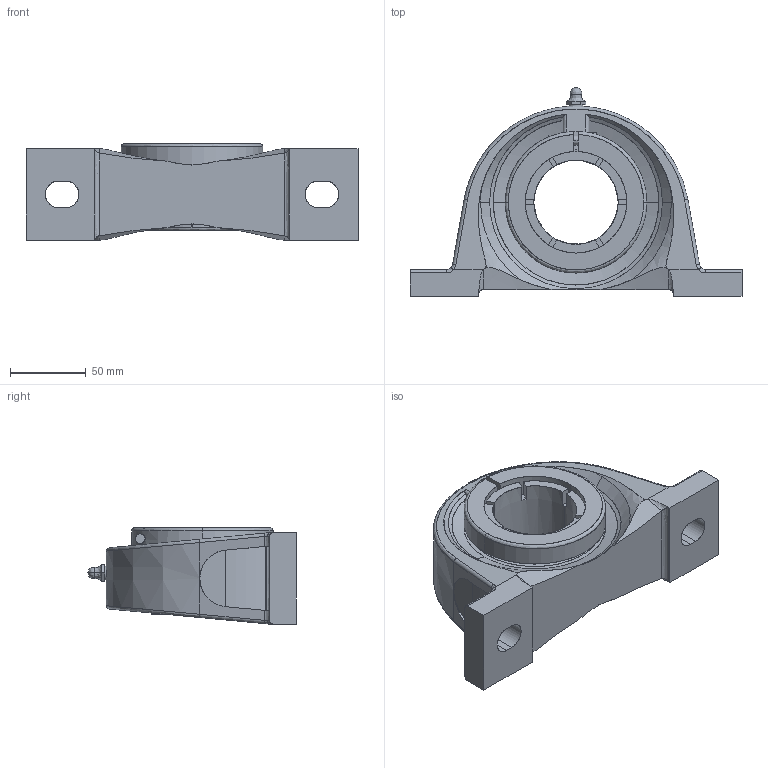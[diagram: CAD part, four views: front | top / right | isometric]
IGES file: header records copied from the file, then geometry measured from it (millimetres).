
Start section: SolidWorks IGES file using analytic representation for surfaces
Global section: file name: NPDEFAU0812736481371.igs; native system: SolidWorks 2017; preprocessor: SolidWorks 2017; author: partstream; date: 170812.073651; units: millimetre
Bounding box: 219.07 x 137.5 x 63.5 mm (x, y, z)
Surface area: 90848.4 mm2 (no closed solid volume)
Topology: 0 solids, 0 shells, 178 faces, 3177 edges, 3180 vertices
Faces by surface type: bspline 99, revolution 79
